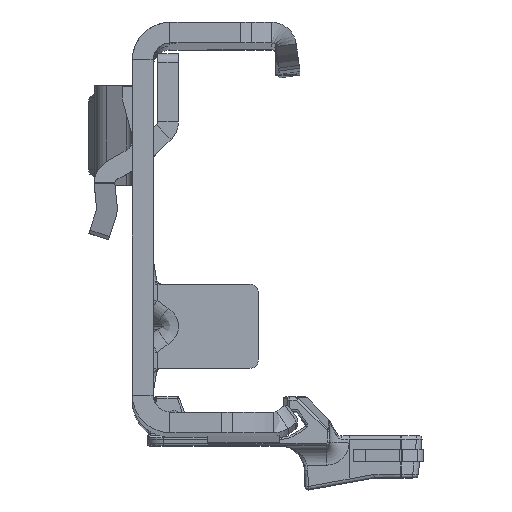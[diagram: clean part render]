
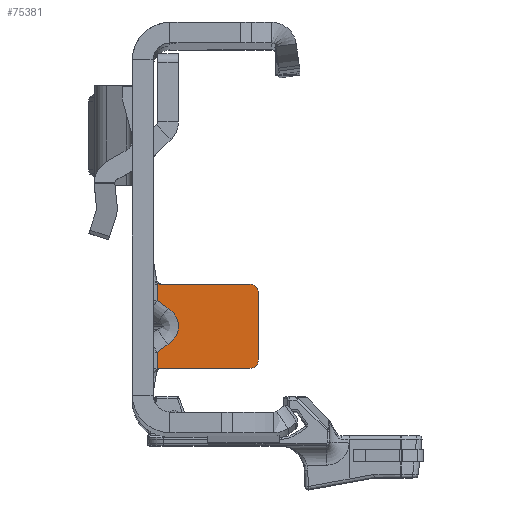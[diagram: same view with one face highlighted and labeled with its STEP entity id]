
A CAD part, top view. The second image highlights one B-rep face of the part: STEP entity #75381.
In plain terms, the highlighted planar face has unit normal (0, 0, 1).
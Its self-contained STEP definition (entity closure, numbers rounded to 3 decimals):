
#581 = DIRECTION ( 'NONE',  ( 0.701, -0.713, 0. ) ) ;
#847 = VECTOR ( 'NONE', #64914, 1000. ) ;
#3016 = EDGE_CURVE ( 'NONE', #22104, #76359, #55252, .T. ) ;
#6387 = EDGE_CURVE ( 'NONE', #76359, #29864, #23594, .T. ) ;
#6620 = CARTESIAN_POINT ( 'NONE',  ( 1.778, -12.707, -441.5 ) ) ;
#10534 = VECTOR ( 'NONE', #95877, 1000. ) ;
#11362 = CARTESIAN_POINT ( 'NONE',  ( 0.576, -5.55, -441.5 ) ) ;
#12131 = LINE ( 'NONE', #39839, #71835 ) ;
#12235 = CIRCLE ( 'NONE', #90420, 1. ) ;
#12936 = LINE ( 'NONE', #124730, #69918 ) ;
#13925 = DIRECTION ( 'NONE',  ( 0., 1., 0. ) ) ;
#14333 = VERTEX_POINT ( 'NONE', #105647 ) ;
#14462 = ORIENTED_EDGE ( 'NONE', *, *, #106775, .T. ) ;
#14669 = DIRECTION ( 'NONE',  ( 0., 0., 1. ) ) ;
#15936 = CARTESIAN_POINT ( 'NONE',  ( 0.5, -15.55, -441.5 ) ) ;
#18690 = CARTESIAN_POINT ( 'NONE',  ( 0.5, -13.61, -441.5 ) ) ;
#20064 = LINE ( 'NONE', #117943, #53478 ) ;
#20707 = EDGE_CURVE ( 'NONE', #117191, #99335, #71356, .T. ) ;
#22104 = VERTEX_POINT ( 'NONE', #112084 ) ;
#23386 = EDGE_CURVE ( 'NONE', #32701, #22104, #98162, .T. ) ;
#23594 = LINE ( 'NONE', #53186, #57401 ) ;
#24936 = LINE ( 'NONE', #93791, #34617 ) ;
#25304 = VERTEX_POINT ( 'NONE', #61778 ) ;
#26122 = CARTESIAN_POINT ( 'NONE',  ( 1.778, -12.707, -441.5 ) ) ;
#26291 = CARTESIAN_POINT ( 'NONE',  ( 1.35, -8.091, -441.5 ) ) ;
#28152 = CARTESIAN_POINT ( 'NONE',  ( 0.447, -5.496, -441.5 ) ) ;
#29542 = CARTESIAN_POINT ( 'NONE',  ( 11.5, -14.55, -441.5 ) ) ;
#29864 = VERTEX_POINT ( 'NONE', #88411 ) ;
#30024 = EDGE_CURVE ( 'NONE', #110271, #117191, #63739, .T. ) ;
#30860 = CARTESIAN_POINT ( 'NONE',  ( 11.5, -15.55, -441.5 ) ) ;
#31591 = CARTESIAN_POINT ( 'NONE',  ( 11.5, -5.55, -441.5 ) ) ;
#32701 = VERTEX_POINT ( 'NONE', #26122 ) ;
#34479 = ORIENTED_EDGE ( 'NONE', *, *, #124214, .T. ) ;
#34617 = VECTOR ( 'NONE', #84741, 1000. ) ;
#36530 = DIRECTION ( 'NONE',  ( 1., 0., 0. ) ) ;
#37162 = DIRECTION ( 'NONE',  ( 0., 0., 1. ) ) ;
#39839 = CARTESIAN_POINT ( 'NONE',  ( -0.975, -4.05, -441.5 ) ) ;
#43332 = CARTESIAN_POINT ( 'NONE',  ( 0.71, -5.55, -441.5 ) ) ;
#44995 = VERTEX_POINT ( 'NONE', #30860 ) ;
#45114 = LINE ( 'NONE', #122402, #79305 ) ;
#45259 = CARTESIAN_POINT ( 'NONE',  ( 1.778, -8.393, -441.5 ) ) ;
#45361 = ORIENTED_EDGE ( 'NONE', *, *, #53436, .F. ) ;
#47699 = CIRCLE ( 'NONE', #105189, 1. ) ;
#48912 = CARTESIAN_POINT ( 'NONE',  ( 0.5, -7.49, -441.5 ) ) ;
#50009 = CARTESIAN_POINT ( 'NONE',  ( 0.353, -5.4, -441.5 ) ) ;
#50845 = CARTESIAN_POINT ( 'NONE',  ( 0.353, -5.4, -441.5 ) ) ;
#50981 = EDGE_CURVE ( 'NONE', #99168, #25304, #24936, .T. ) ;
#51842 = ORIENTED_EDGE ( 'NONE', *, *, #20707, .T. ) ;
#53186 = CARTESIAN_POINT ( 'NONE',  ( 0.5, 22.3, -441.5 ) ) ;
#53436 = EDGE_CURVE ( 'NONE', #104821, #92464, #60323, .T. ) ;
#53478 = VECTOR ( 'NONE', #60609, 1000. ) ;
#55252 = LINE ( 'NONE', #26291, #847 ) ;
#57401 = VECTOR ( 'NONE', #13925, 1000. ) ;
#60323 = LINE ( 'NONE', #78966, #117021 ) ;
#60609 = DIRECTION ( 'NONE',  ( 1., 0., 0. ) ) ;
#61778 = CARTESIAN_POINT ( 'NONE',  ( 12.5, -6.55, -441.5 ) ) ;
#63739 = LINE ( 'NONE', #102996, #10534 ) ;
#64914 = DIRECTION ( 'NONE',  ( -0.816, 0.577, 0. ) ) ;
#65139 = EDGE_CURVE ( 'NONE', #92464, #32701, #45114, .T. ) ;
#66470 = CARTESIAN_POINT ( 'NONE',  ( 3.565, -11.443, -441.5 ) ) ;
#66731 = ORIENTED_EDGE ( 'NONE', *, *, #89633, .T. ) ;
#69918 = VECTOR ( 'NONE', #36530, 1000. ) ;
#70842 = EDGE_CURVE ( 'NONE', #25304, #110271, #12235, .T. ) ;
#71356 = B_SPLINE_CURVE_WITH_KNOTS ( 'NONE', 3,
 ( #99547, #11362, #28152, #50009 ),
 .UNSPECIFIED., .F., .F.,
 ( 4, 4 ),
 ( 0., 0. ),
 .UNSPECIFIED. ) ;
#71835 = VECTOR ( 'NONE', #581, 1000. ) ;
#74073 = CARTESIAN_POINT ( 'NONE',  ( 12.5, -14.55, -441.5 ) ) ;
#75381 = ADVANCED_FACE ( 'NONE', ( #77488 ), #85880, .F. ) ;
#76359 = VERTEX_POINT ( 'NONE', #48912 ) ;
#77488 = FACE_OUTER_BOUND ( 'NONE', #123754, .T. ) ;
#78295 = DIRECTION ( 'NONE',  ( 0., 1., 0. ) ) ;
#78966 = CARTESIAN_POINT ( 'NONE',  ( 0.5, 22.3, -441.5 ) ) ;
#79305 = VECTOR ( 'NONE', #84347, 1000. ) ;
#84347 = DIRECTION ( 'NONE',  ( 0.816, 0.577, 0. ) ) ;
#84686 = ORIENTED_EDGE ( 'NONE', *, *, #6387, .F. ) ;
#84741 = DIRECTION ( 'NONE',  ( 0., 1., 0. ) ) ;
#85880 = PLANE ( 'NONE',  #90674 ) ;
#88411 = CARTESIAN_POINT ( 'NONE',  ( 0.5, -5.55, -441.5 ) ) ;
#89633 = EDGE_CURVE ( 'NONE', #44995, #99168, #47699, .T. ) ;
#90420 = AXIS2_PLACEMENT_3D ( 'NONE', #125359, #37162, #78295 ) ;
#90674 = AXIS2_PLACEMENT_3D ( 'NONE', #126455, #97454, #98105 ) ;
#91923 = DIRECTION ( 'NONE',  ( 0., 1., 0. ) ) ;
#92464 = VERTEX_POINT ( 'NONE', #18690 ) ;
#93791 = CARTESIAN_POINT ( 'NONE',  ( 12.5, 22.3, -441.5 ) ) ;
#94918 = ORIENTED_EDGE ( 'NONE', *, *, #105706, .T. ) ;
#95877 = DIRECTION ( 'NONE',  ( -1., 0., 0. ) ) ;
#96330 = ORIENTED_EDGE ( 'NONE', *, *, #65139, .F. ) ;
#97106 = ORIENTED_EDGE ( 'NONE', *, *, #23386, .F. ) ;
#97454 = DIRECTION ( 'NONE',  ( 0., 0., -1. ) ) ;
#98105 = DIRECTION ( 'NONE',  ( 0., 1., 0. ) ) ;
#98162 =( BOUNDED_CURVE ( )  B_SPLINE_CURVE ( 3, ( #6620, #66470, #122559, #45259 ),
 .UNSPECIFIED., .F., .F. ) 
 B_SPLINE_CURVE_WITH_KNOTS ( ( 4, 4 ),
 ( 5.498, 7.069 ),
 .UNSPECIFIED. ) 
 CURVE ( )  GEOMETRIC_REPRESENTATION_ITEM ( )  RATIONAL_B_SPLINE_CURVE ( ( 1., 0.805, 0.805, 1. ) ) 
 REPRESENTATION_ITEM ( '' )  );
#99168 = VERTEX_POINT ( 'NONE', #74073 ) ;
#99335 = VERTEX_POINT ( 'NONE', #50845 ) ;
#99547 = CARTESIAN_POINT ( 'NONE',  ( 0.71, -5.55, -441.5 ) ) ;
#102996 = CARTESIAN_POINT ( 'NONE',  ( -37.344, -5.55, -441.5 ) ) ;
#104067 = ORIENTED_EDGE ( 'NONE', *, *, #50981, .T. ) ;
#104821 = VERTEX_POINT ( 'NONE', #15936 ) ;
#105189 = AXIS2_PLACEMENT_3D ( 'NONE', #29542, #14669, #91923 ) ;
#105647 = CARTESIAN_POINT ( 'NONE',  ( 0.71, -15.55, -441.5 ) ) ;
#105706 = EDGE_CURVE ( 'NONE', #99335, #29864, #12131, .T. ) ;
#106775 = EDGE_CURVE ( 'NONE', #104821, #14333, #20064, .T. ) ;
#109601 = ORIENTED_EDGE ( 'NONE', *, *, #3016, .F. ) ;
#110271 = VERTEX_POINT ( 'NONE', #31591 ) ;
#112084 = CARTESIAN_POINT ( 'NONE',  ( 1.778, -8.393, -441.5 ) ) ;
#113268 = ORIENTED_EDGE ( 'NONE', *, *, #30024, .T. ) ;
#115210 = ORIENTED_EDGE ( 'NONE', *, *, #70842, .T. ) ;
#117021 = VECTOR ( 'NONE', #127305, 1000. ) ;
#117191 = VERTEX_POINT ( 'NONE', #43332 ) ;
#117943 = CARTESIAN_POINT ( 'NONE',  ( -37.344, -15.55, -441.5 ) ) ;
#122402 = CARTESIAN_POINT ( 'NONE',  ( 2.628, -12.106, -441.5 ) ) ;
#122559 = CARTESIAN_POINT ( 'NONE',  ( 3.565, -9.657, -441.5 ) ) ;
#123754 = EDGE_LOOP ( 'NONE', ( #96330, #45361, #14462, #34479, #66731, #104067, #115210, #113268, #51842, #94918, #84686, #109601, #97106 ) ) ;
#124214 = EDGE_CURVE ( 'NONE', #14333, #44995, #12936, .T. ) ;
#124730 = CARTESIAN_POINT ( 'NONE',  ( -37.344, -15.55, -441.5 ) ) ;
#125359 = CARTESIAN_POINT ( 'NONE',  ( 11.5, -6.55, -441.5 ) ) ;
#126455 = CARTESIAN_POINT ( 'NONE',  ( -37.344, 22.3, -441.5 ) ) ;
#127305 = DIRECTION ( 'NONE',  ( 0., 1., 0. ) ) ;
